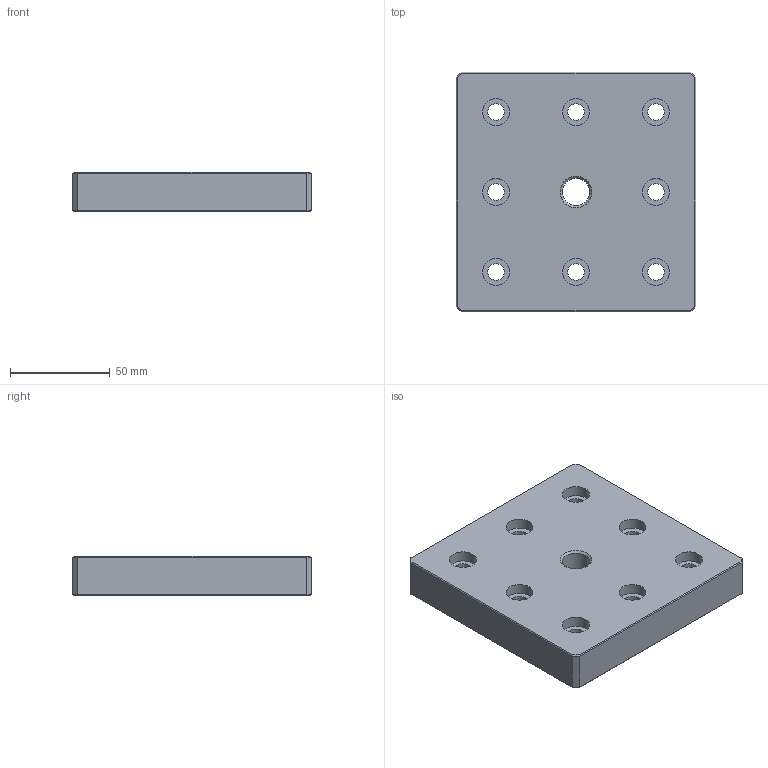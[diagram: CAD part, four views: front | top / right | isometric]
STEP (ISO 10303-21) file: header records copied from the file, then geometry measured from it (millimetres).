
FILE_DESCRIPTION(/* description */ ('524012.16, Deska M16 upínací'),/* implementation_level */ '2;1');
FILE_NAME(/* name */ '524012.16.stp',/* time_stamp */ '2019-02-05T16:56:43+01:00',/* author */ ('Lisin'),/* organization */ ('Alutec K&K'),/* preprocessor_version */ 'ST-DEVELOPER v17',/* originating_system */ 'Autodesk Inventor 2018',/* authorisation */ '');
FILE_SCHEMA (('AUTOMOTIVE_DESIGN { 1 0 10303 214 3 1 1 }'));
Length unit declared in the file: millimetre
Products named in the file (1): 4721-26-524012.16
Bounding box: 120 x 120 x 20 mm (x, y, z)
Volume: 271875.8 mm3; surface area: 42564.5 mm2
Topology: 1 solids, 1 shells, 52 faces, 126 edges, 84 vertices
Faces by surface type: plane 34, cylinder 17, cone 1
Full cylindrical faces by diameter (mm): 8.4 x8, 13.5 x8, 13.835 x1
Entity records: 1617 total; most frequent: DIRECTION 284, CARTESIAN_POINT 263, ORIENTED_EDGE 252, EDGE_CURVE 126, AXIS2_PLACEMENT_3D 105, VERTEX_POINT 84, EDGE_LOOP 78, LINE 74
